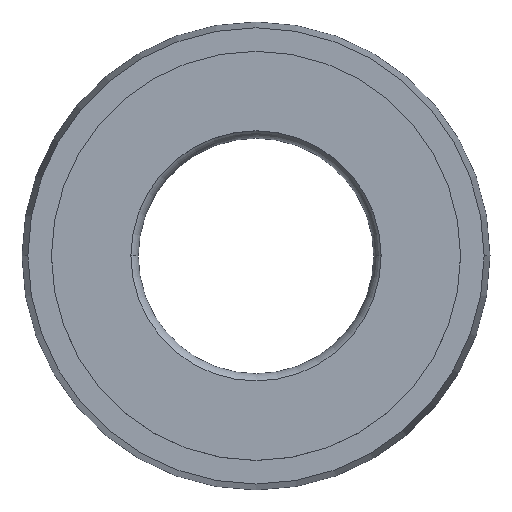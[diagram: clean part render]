
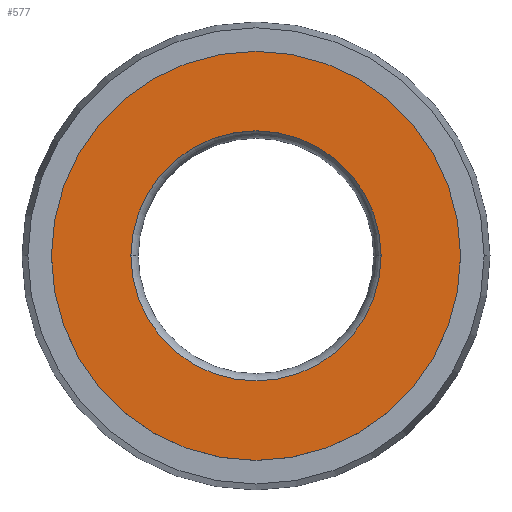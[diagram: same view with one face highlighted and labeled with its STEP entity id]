
A CAD part, top view. The second image highlights one B-rep face of the part: STEP entity #577.
In plain terms, the highlighted planar face has unit normal (0, 0, 1).
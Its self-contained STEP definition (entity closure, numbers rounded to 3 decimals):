
#53 = DIRECTION ( 'NONE',  ( 0., 0., 1. ) ) ;
#56 = ORIENTED_EDGE ( 'NONE', *, *, #372, .F. ) ;
#116 = DIRECTION ( 'NONE',  ( 1., 0., 0. ) ) ;
#120 = CARTESIAN_POINT ( 'NONE',  ( -4.25, 0., 0. ) ) ;
#126 = DIRECTION ( 'NONE',  ( 1., 0., 0. ) ) ;
#146 = EDGE_CURVE ( 'NONE', #534, #345, #594, .T. ) ;
#169 = CARTESIAN_POINT ( 'NONE',  ( 0., 0., 0. ) ) ;
#177 = CARTESIAN_POINT ( 'NONE',  ( 0., 0., 0. ) ) ;
#184 = ORIENTED_EDGE ( 'NONE', *, *, #540, .F. ) ;
#228 = AXIS2_PLACEMENT_3D ( 'NONE', #169, #412, #312 ) ;
#230 = ORIENTED_EDGE ( 'NONE', *, *, #146, .T. ) ;
#231 = DIRECTION ( 'NONE',  ( 0., 0., 1. ) ) ;
#232 = PLANE ( 'NONE',  #247 ) ;
#234 = CARTESIAN_POINT ( 'NONE',  ( 0., 0., 0. ) ) ;
#238 = AXIS2_PLACEMENT_3D ( 'NONE', #177, #231, #126 ) ;
#247 = AXIS2_PLACEMENT_3D ( 'NONE', #615, #510, #279 ) ;
#279 = DIRECTION ( 'NONE',  ( -1., 0., 0. ) ) ;
#282 = DIRECTION ( 'NONE',  ( 1., 0., 0. ) ) ;
#300 = FACE_OUTER_BOUND ( 'NONE', #462, .T. ) ;
#301 = AXIS2_PLACEMENT_3D ( 'NONE', #234, #482, #282 ) ;
#310 = CARTESIAN_POINT ( 'NONE',  ( -6.95, 0., 0. ) ) ;
#312 = DIRECTION ( 'NONE',  ( 1., 0., 0. ) ) ;
#345 = VERTEX_POINT ( 'NONE', #613 ) ;
#370 = CARTESIAN_POINT ( 'NONE',  ( 4.25, 0., 0. ) ) ;
#372 = EDGE_CURVE ( 'NONE', #637, #586, #549, .T. ) ;
#400 = FACE_BOUND ( 'NONE', #440, .T. ) ;
#412 = DIRECTION ( 'NONE',  ( 0., 0., 1. ) ) ;
#437 = EDGE_CURVE ( 'NONE', #345, #534, #643, .T. ) ;
#440 = EDGE_LOOP ( 'NONE', ( #184, #56 ) ) ;
#462 = EDGE_LOOP ( 'NONE', ( #562, #230 ) ) ;
#482 = DIRECTION ( 'NONE',  ( 0., 0., 1. ) ) ;
#510 = DIRECTION ( 'NONE',  ( 0., 0., -1. ) ) ;
#534 = VERTEX_POINT ( 'NONE', #310 ) ;
#535 = CIRCLE ( 'NONE', #238, 4.25 ) ;
#540 = EDGE_CURVE ( 'NONE', #586, #637, #535, .T. ) ;
#542 = CARTESIAN_POINT ( 'NONE',  ( 0., 0., 0. ) ) ;
#544 = AXIS2_PLACEMENT_3D ( 'NONE', #542, #53, #116 ) ;
#549 = CIRCLE ( 'NONE', #544, 4.25 ) ;
#562 = ORIENTED_EDGE ( 'NONE', *, *, #437, .T. ) ;
#577 = ADVANCED_FACE ( 'NONE', ( #400, #300 ), #232, .F. ) ;
#586 = VERTEX_POINT ( 'NONE', #370 ) ;
#594 = CIRCLE ( 'NONE', #301, 6.95 ) ;
#613 = CARTESIAN_POINT ( 'NONE',  ( 6.95, 0., 0. ) ) ;
#615 = CARTESIAN_POINT ( 'NONE',  ( 0., 0., 0. ) ) ;
#637 = VERTEX_POINT ( 'NONE', #120 ) ;
#643 = CIRCLE ( 'NONE', #228, 6.95 ) ;
